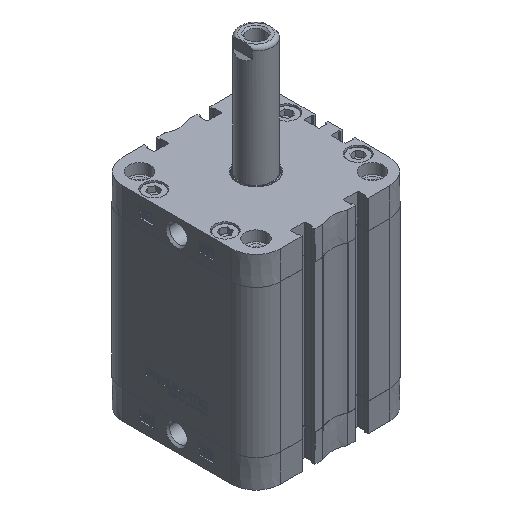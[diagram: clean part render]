
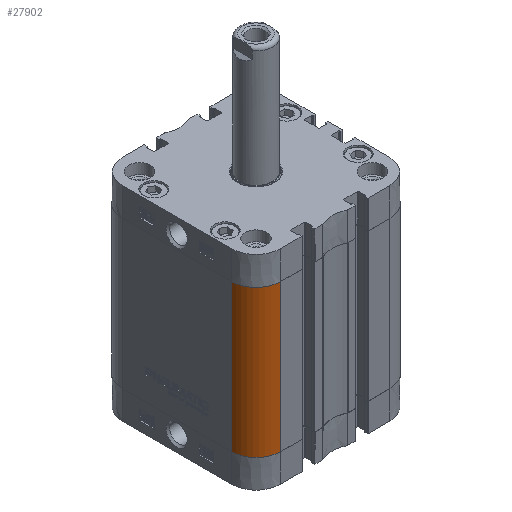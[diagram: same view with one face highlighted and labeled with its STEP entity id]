
A CAD part, isometric view. The second image highlights one B-rep face of the part: STEP entity #27902.
In plain terms, the highlighted cylindrical face has radius 12 mm (diameter 24 mm), a partial arc.
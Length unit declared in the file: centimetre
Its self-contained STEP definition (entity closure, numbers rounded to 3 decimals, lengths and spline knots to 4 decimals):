
#2665=CYLINDRICAL_SURFACE($,#29144,1.2);
#4355=LINE($,#51039,#6436);
#4933=LINE($,#55032,#7014);
#6436=VECTOR($,#32457,7.15);
#7014=VECTOR($,#33689,7.15);
#8559=FACE_OUTER_BOUND($,#10292,.T.);
#10292=EDGE_LOOP($,(#25597,#25598,#25599,#25600));
#10709=CIRCLE($,#29145,1.2);
#10710=CIRCLE($,#29146,1.2);
#12836=VERTEX_POINT($,#51032);
#12839=VERTEX_POINT($,#51037);
#13466=VERTEX_POINT($,#55029);
#13467=VERTEX_POINT($,#55031);
#16636=EDGE_CURVE($,#12839,#12836,#4355,.T.);
#17576=EDGE_CURVE($,#13467,#13466,#4933,.T.);
#17578=EDGE_CURVE($,#13466,#12836,#10709,.T.);
#17579=EDGE_CURVE($,#12839,#13467,#10710,.T.);
#25597=ORIENTED_EDGE($,*,*,#17578,.T.);
#25598=ORIENTED_EDGE($,*,*,#16636,.F.);
#25599=ORIENTED_EDGE($,*,*,#17579,.T.);
#25600=ORIENTED_EDGE($,*,*,#17576,.T.);
#27902=ADVANCED_FACE($,(#8559),#2665,.T.);
#29144=AXIS2_PLACEMENT_3D($,#55034,#33691,#33692);
#29145=AXIS2_PLACEMENT_3D($,#55035,#33693,#33694);
#29146=AXIS2_PLACEMENT_3D($,#55036,#33695,#33696);
#32457=DIRECTION($,(0.,0.,1.));
#33689=DIRECTION($,(0.,0.,1.));
#33691=DIRECTION('center_axis',(0.,0.,1.));
#33692=DIRECTION('ref_axis',(-1.,0.,0.));
#33693=DIRECTION('center_axis',(0.,0.,-1.));
#33694=DIRECTION('ref_axis',(-1.,0.,0.));
#33695=DIRECTION('center_axis',(0.,0.,1.));
#33696=DIRECTION('ref_axis',(-1.,0.,0.));
#51032=CARTESIAN_POINT('',(-3.85,-2.65,0.525));
#51037=CARTESIAN_POINT('',(-3.85,-2.65,-6.625));
#51039=CARTESIAN_POINT($,(-3.85,-2.65,-6.625));
#55029=CARTESIAN_POINT('',(-2.65,-3.85,0.525));
#55031=CARTESIAN_POINT('',(-2.65,-3.85,-6.625));
#55032=CARTESIAN_POINT($,(-2.65,-3.85,-6.625));
#55034=CARTESIAN_POINT('Origin',(-2.65,-2.65,-6.625));
#55035=CARTESIAN_POINT('Origin',(-2.65,-2.65,0.525));
#55036=CARTESIAN_POINT('Origin',(-2.65,-2.65,-6.625));
